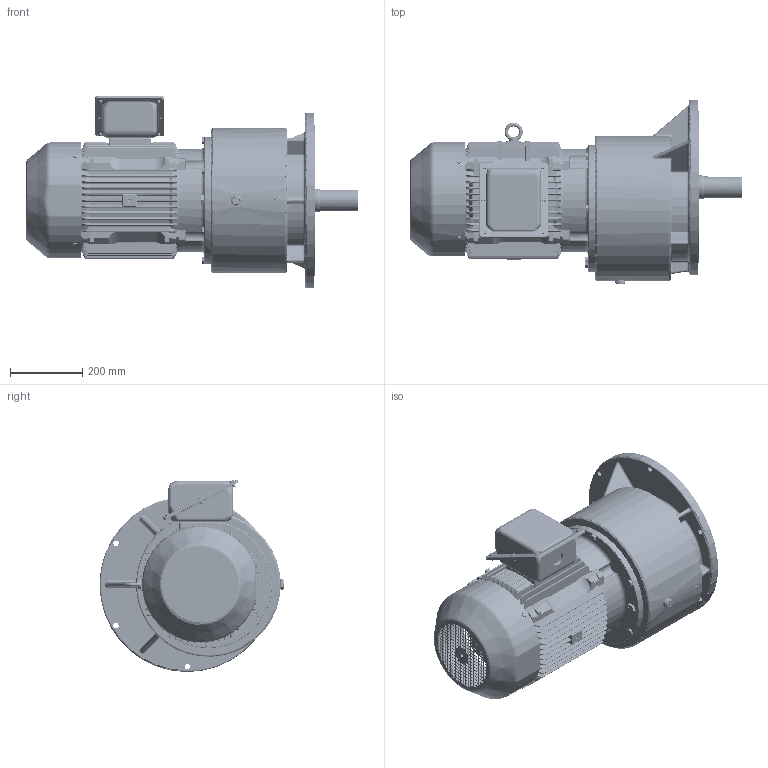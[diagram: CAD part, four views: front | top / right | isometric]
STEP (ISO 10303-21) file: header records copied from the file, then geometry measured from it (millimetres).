
FILE_DESCRIPTION (( 'STEP AP214' ), '1' );
FILE_NAME ('EK2DO0791H001_F_15KW_R5.stp', '2022-06-27T04:38:00', ( 'Windows 餌辨濠' ), ( '' ), 'SwSTEP 2.0', 'SolidWorks 2021', '' );
FILE_SCHEMA (( 'AUTOMOTIVE_DESIGN' ));
Length unit declared in the file: millimetre
Products named in the file (1): EK2DO0791H001_F_15KW_R5
Bounding box: 918.2 x 511.5 x 531.64 mm (x, y, z)
Volume: 30888603.2 mm3; surface area: 3037860.8 mm2
Topology: 40 solids, 41 shells, 6123 faces, 16182 edges, 10168 vertices
Faces by surface type: cylinder 2363, plane 2016, bspline 1097, cone 313, torus 282, sphere 52
Full cylindrical faces by diameter (mm): 1.5 x1, 2.6 x4, 3 x1, 4 x2, 5 x6, 6 x10, 6.647 x24, 7 x12, 8 x26, 8.376 x24, 8.5 x2, 9 x11, 9.4 x1, 10 x8, 10.106 x2, 11 x4, 11.6 x10, 12 x15, 15 x6, 16 x1, 18 x1, 19 x2, 20 x6, 20.376 x2, 22 x1, 25 x1, 26 x1, 27 x1, 28 x1, 32 x2
Entity records: 230850 total; most frequent: CARTESIAN_POINT 87257, ORIENTED_EDGE 31242, DIRECTION 27977, EDGE_CURVE 15621, AXIS2_PLACEMENT_3D 10397, VERTEX_POINT 9974, LINE 7183, EDGE_LOOP 7183
